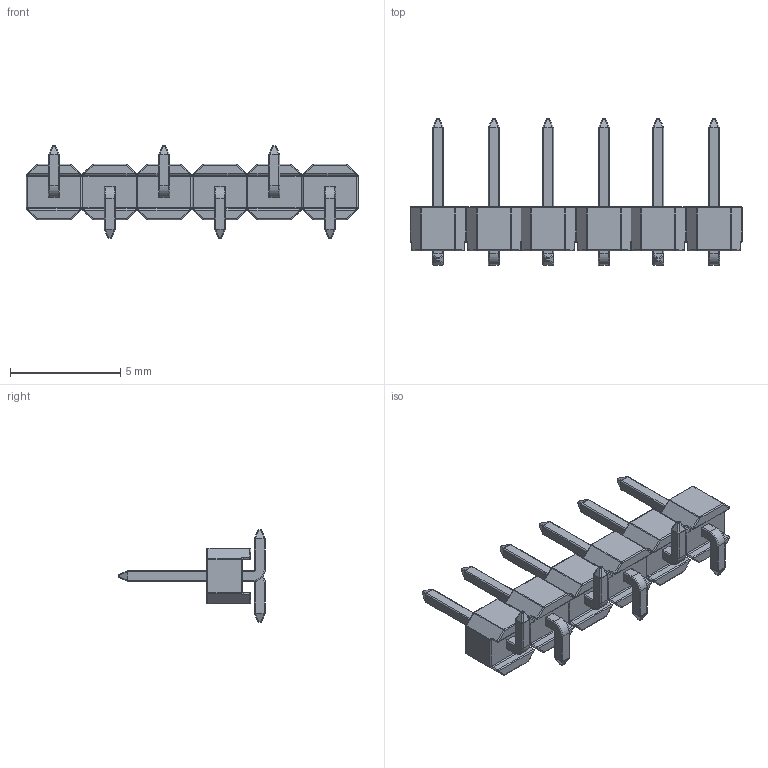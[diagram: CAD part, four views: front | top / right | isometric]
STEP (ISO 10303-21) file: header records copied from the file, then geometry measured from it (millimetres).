
FILE_DESCRIPTION (( 'STEP AP214' ), '1' );
FILE_NAME ('PM20206VBNN.STEP', '2019-06-03T16:56:40', ( '' ), ( '' ), 'SwSTEP 2.0', 'SolidWorks 2014', '' );
FILE_SCHEMA (( 'AUTOMOTIVE_DESIGN' ));
Length unit declared in the file: millimetre
Products named in the file (2): 1 row SMT with end bumps; PM20206VBNN
Assembly tree (6 placements, depth 2):
  PM20206VBNN
    1 row SMT with end bumps  x6
Bounding box: 15.07 x 6.65 x 4.2 mm (x, y, z)
Volume: 71.4 mm3; surface area: 257.2 mm2
Topology: 18 solids, 18 shells, 924 faces, 2016 edges, 984 vertices
Faces by surface type: cylinder 420, plane 216, sphere 216, torus 48, bspline 24
Entity records: 4092 total; most frequent: DIRECTION 778, CARTESIAN_POINT 731, ORIENTED_EDGE 624, AXIS2_PLACEMENT_3D 315, EDGE_CURVE 312, VERTEX_POINT 164, CIRCLE 156, EDGE_LOOP 154
